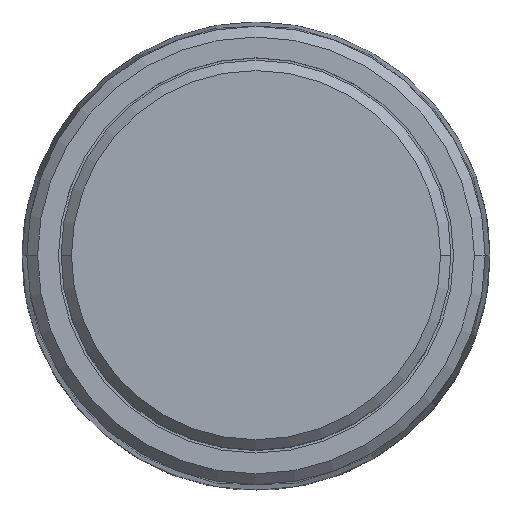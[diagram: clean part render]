
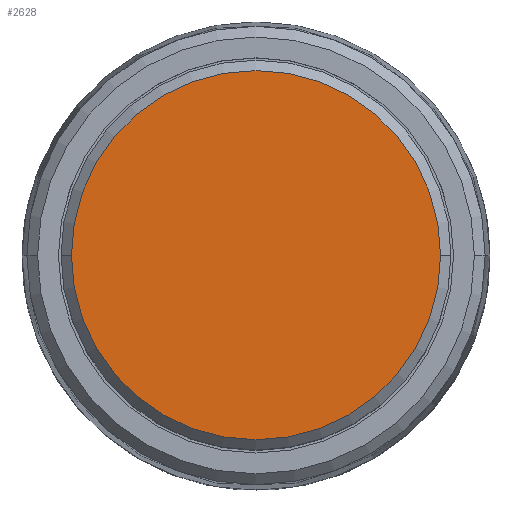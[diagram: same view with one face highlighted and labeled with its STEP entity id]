
A CAD part, top view. The second image highlights one B-rep face of the part: STEP entity #2628.
In plain terms, the highlighted planar face has unit normal (0, 0, 1).
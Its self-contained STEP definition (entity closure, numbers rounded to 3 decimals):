
#161 = EDGE_LOOP ( 'NONE', ( #2715, #2726 ) ) ;
#273 = DIRECTION ( 'NONE',  ( -1., 0., 0. ) ) ;
#380 = AXIS2_PLACEMENT_3D ( 'NONE', #832, #1695, #2565 ) ;
#415 = VERTEX_POINT ( 'NONE', #1601 ) ;
#428 = AXIS2_PLACEMENT_3D ( 'NONE', #1371, #2245, #273 ) ;
#597 = CARTESIAN_POINT ( 'NONE',  ( 3.55, 0., 9. ) ) ;
#632 = DIRECTION ( 'NONE',  ( 0., 0., 1. ) ) ;
#832 = CARTESIAN_POINT ( 'NONE',  ( 0., 0., 9. ) ) ;
#857 = FACE_OUTER_BOUND ( 'NONE', #161, .T. ) ;
#1003 = AXIS2_PLACEMENT_3D ( 'NONE', #2595, #632, #1508 ) ;
#1007 = VERTEX_POINT ( 'NONE', #597 ) ;
#1371 = CARTESIAN_POINT ( 'NONE',  ( 0., 0., 9. ) ) ;
#1508 = DIRECTION ( 'NONE',  ( 1., 0., 0. ) ) ;
#1601 = CARTESIAN_POINT ( 'NONE',  ( -3.55, 0., 9. ) ) ;
#1695 = DIRECTION ( 'NONE',  ( 0., 0., 1. ) ) ;
#1723 = PLANE ( 'NONE',  #1003 ) ;
#1838 = EDGE_CURVE ( 'NONE', #415, #1007, #2347, .T. ) ;
#2028 = CIRCLE ( 'NONE', #428, 3.55 ) ;
#2245 = DIRECTION ( 'NONE',  ( 0., 0., 1. ) ) ;
#2347 = CIRCLE ( 'NONE', #380, 3.55 ) ;
#2565 = DIRECTION ( 'NONE',  ( -1., 0., 0. ) ) ;
#2595 = CARTESIAN_POINT ( 'NONE',  ( -3.593, -3.593, 9. ) ) ;
#2628 = ADVANCED_FACE ( 'NONE', ( #857 ), #1723, .T. ) ;
#2715 = ORIENTED_EDGE ( 'NONE', *, *, #1838, .T. ) ;
#2726 = ORIENTED_EDGE ( 'NONE', *, *, #2815, .T. ) ;
#2815 = EDGE_CURVE ( 'NONE', #1007, #415, #2028, .T. ) ;
